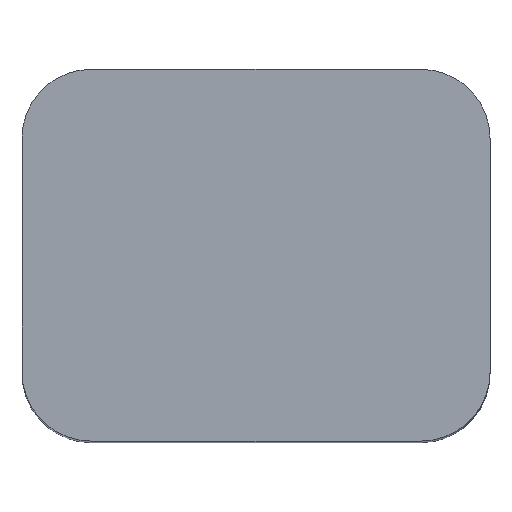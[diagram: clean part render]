
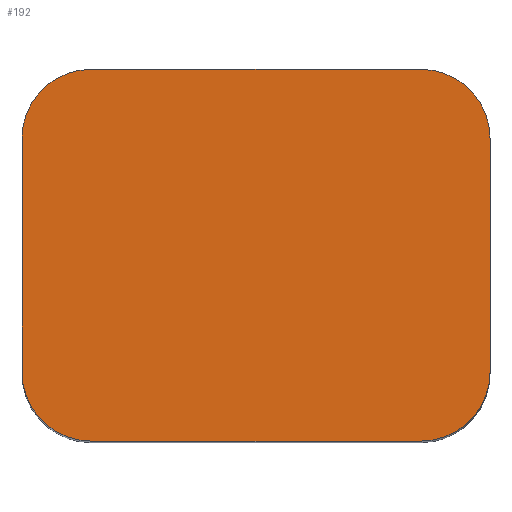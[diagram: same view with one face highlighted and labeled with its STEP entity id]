
A CAD part, top view. The second image highlights one B-rep face of the part: STEP entity #192.
In plain terms, the highlighted planar face has unit normal (0, 0, 1).
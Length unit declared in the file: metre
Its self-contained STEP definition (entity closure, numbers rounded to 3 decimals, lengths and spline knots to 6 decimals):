
#28=CIRCLE('',#281,0.00508);
#29=CIRCLE('',#282,0.00508);
#30=CIRCLE('',#283,0.00508);
#31=CIRCLE('',#284,0.00508);
#49=ORIENTED_EDGE('',*,*,#83,.F.);
#50=ORIENTED_EDGE('',*,*,#95,.T.);
#51=ORIENTED_EDGE('',*,*,#96,.T.);
#52=ORIENTED_EDGE('',*,*,#97,.T.);
#53=ORIENTED_EDGE('',*,*,#93,.T.);
#54=ORIENTED_EDGE('',*,*,#98,.T.);
#55=ORIENTED_EDGE('',*,*,#99,.F.);
#56=ORIENTED_EDGE('',*,*,#100,.T.);
#83=EDGE_CURVE('',#107,#108,#123,.T.);
#93=EDGE_CURVE('',#116,#115,#129,.T.);
#95=EDGE_CURVE('',#107,#117,#28,.T.);
#96=EDGE_CURVE('',#117,#118,#131,.T.);
#97=EDGE_CURVE('',#118,#116,#29,.T.);
#98=EDGE_CURVE('',#115,#119,#30,.T.);
#99=EDGE_CURVE('',#120,#119,#132,.T.);
#100=EDGE_CURVE('',#120,#108,#31,.T.);
#107=VERTEX_POINT('',#351);
#108=VERTEX_POINT('',#353);
#115=VERTEX_POINT('',#371);
#116=VERTEX_POINT('',#373);
#117=VERTEX_POINT('',#377);
#118=VERTEX_POINT('',#379);
#119=VERTEX_POINT('',#382);
#120=VERTEX_POINT('',#384);
#123=LINE('',#352,#139);
#129=LINE('',#372,#145);
#131=LINE('',#378,#147);
#132=LINE('',#383,#148);
#139=VECTOR('',#297,1.);
#145=VECTOR('',#315,1.);
#147=VECTOR('',#321,1.);
#148=VECTOR('',#326,1.);
#156=EDGE_LOOP('',(#49,#50,#51,#52,#53,#54,#55,#56));
#166=FACE_BOUND('',#156,.T.);
#176=PLANE('',#280);
#192=ADVANCED_FACE('',(#166),#176,.T.);
#280=AXIS2_PLACEMENT_3D('',#375,#317,#318);
#281=AXIS2_PLACEMENT_3D('',#376,#319,#320);
#282=AXIS2_PLACEMENT_3D('',#380,#322,#323);
#283=AXIS2_PLACEMENT_3D('',#381,#324,#325);
#284=AXIS2_PLACEMENT_3D('',#385,#327,#328);
#297=DIRECTION('',(0.,1.,0.));
#315=DIRECTION('',(0.,1.,0.));
#317=DIRECTION('',(0.,0.,1.));
#318=DIRECTION('',(1.,0.,0.));
#319=DIRECTION('',(0.,0.,1.));
#320=DIRECTION('',(1.,0.,0.));
#321=DIRECTION('',(1.,0.,0.));
#322=DIRECTION('',(0.,0.,1.));
#323=DIRECTION('',(1.,0.,0.));
#324=DIRECTION('',(0.,0.,1.));
#325=DIRECTION('',(1.,0.,0.));
#326=DIRECTION('',(1.,0.,0.));
#327=DIRECTION('',(0.,0.,1.));
#328=DIRECTION('',(1.,0.,0.));
#351=CARTESIAN_POINT('',(0.,-0.022352,0.068072));
#352=CARTESIAN_POINT('',(0.,-0.027432,0.068072));
#353=CARTESIAN_POINT('',(0.,-0.00508,0.068072));
#371=CARTESIAN_POINT('',(0.034544,-0.00508,0.068072));
#372=CARTESIAN_POINT('',(0.034544,-0.027432,0.068072));
#373=CARTESIAN_POINT('',(0.034544,-0.022352,0.068072));
#375=CARTESIAN_POINT('',(0.017272,-0.027432,0.068072));
#376=CARTESIAN_POINT('',(0.00508,-0.022352,0.068072));
#377=CARTESIAN_POINT('',(0.00508,-0.027432,0.068072));
#378=CARTESIAN_POINT('',(0.017272,-0.027432,0.068072));
#379=CARTESIAN_POINT('',(0.029464,-0.027432,0.068072));
#380=CARTESIAN_POINT('',(0.029464,-0.022352,0.068072));
#381=CARTESIAN_POINT('',(0.029464,-0.00508,0.068072));
#382=CARTESIAN_POINT('',(0.029464,0.,0.068072));
#383=CARTESIAN_POINT('',(0.017272,0.,0.068072));
#384=CARTESIAN_POINT('',(0.00508,0.,0.068072));
#385=CARTESIAN_POINT('',(0.00508,-0.00508,0.068072));
